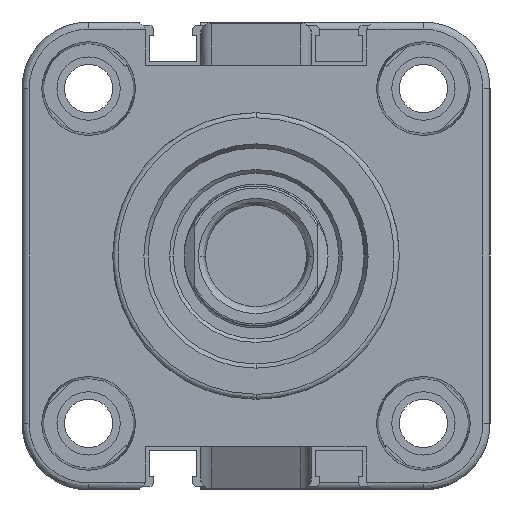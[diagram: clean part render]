
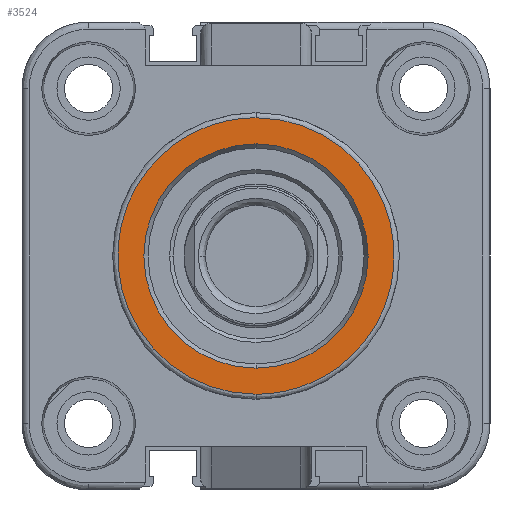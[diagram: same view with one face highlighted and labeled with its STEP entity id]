
A CAD part, front view. The second image highlights one B-rep face of the part: STEP entity #3524.
In plain terms, the highlighted face is planar.
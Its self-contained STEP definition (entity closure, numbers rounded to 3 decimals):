
#303 = PLANE ( 'NONE',  #9675 ) ;
#1463 = ORIENTED_EDGE ( 'NONE', *, *, #7380, .F. ) ;
#1672 = DIRECTION ( 'NONE',  ( 1., 0., 0. ) ) ;
#1682 = VERTEX_POINT ( 'NONE', #5674 ) ;
#1970 = CARTESIAN_POINT ( 'NONE',  ( 274.95, 214.438, 272.889 ) ) ;
#1996 = CARTESIAN_POINT ( 'NONE',  ( 274.95, 214.438, 304.043 ) ) ;
#2329 = CARTESIAN_POINT ( 'NONE',  ( 274.95, 252.838, 307.666 ) ) ;
#3292 = CIRCLE ( 'NONE', #6488, 15.577 ) ;
#3417 = ORIENTED_EDGE ( 'NONE', *, *, #7689, .F. ) ;
#3524 = ADVANCED_FACE ( 'NONE', ( #5249, #11599 ), #303, .F. ) ;
#3911 = EDGE_CURVE ( 'NONE', #7634, #1682, #6431, .T. ) ;
#4443 = DIRECTION ( 'NONE',  ( 1., 0., 0. ) ) ;
#4620 = CARTESIAN_POINT ( 'NONE',  ( 274.95, 234.338, 288.466 ) ) ;
#5249 = FACE_BOUND ( 'NONE', #8366, .T. ) ;
#5441 = ORIENTED_EDGE ( 'NONE', *, *, #6680, .F. ) ;
#5674 = CARTESIAN_POINT ( 'NONE',  ( 274.95, 214.438, 269.266 ) ) ;
#5731 = CARTESIAN_POINT ( 'NONE',  ( 274.95, 214.438, 269.266 ) ) ;
#6431 =( BOUNDED_CURVE ( )  B_SPLINE_CURVE ( 3, ( #7889, #2329, #12158, #5731 ),
 .UNSPECIFIED., .F., .F. ) 
 B_SPLINE_CURVE_WITH_KNOTS ( ( 4, 4 ),
 ( 0., 1. ),
 .UNSPECIFIED. ) 
 CURVE ( )  GEOMETRIC_REPRESENTATION_ITEM ( )  RATIONAL_B_SPLINE_CURVE ( ( 1., 0.333, 0.333, 1. ) ) 
 REPRESENTATION_ITEM ( '' )  );
#6465 = CARTESIAN_POINT ( 'NONE',  ( 274.95, 214.438, 269.266 ) ) ;
#6488 = AXIS2_PLACEMENT_3D ( 'NONE', #12088, #4443, #10975 ) ;
#6680 = EDGE_CURVE ( 'NONE', #1682, #7634, #8993, .T. ) ;
#7380 = EDGE_CURVE ( 'NONE', #13796, #9356, #3292, .T. ) ;
#7634 = VERTEX_POINT ( 'NONE', #8213 ) ;
#7689 = EDGE_CURVE ( 'NONE', #9356, #13796, #13363, .T. ) ;
#7889 = CARTESIAN_POINT ( 'NONE',  ( 274.95, 214.438, 307.666 ) ) ;
#8213 = CARTESIAN_POINT ( 'NONE',  ( 274.95, 214.438, 307.666 ) ) ;
#8264 = DIRECTION ( 'NONE',  ( 0., 0., -1. ) ) ;
#8296 = CARTESIAN_POINT ( 'NONE',  ( 274.95, 176.038, 307.666 ) ) ;
#8366 = EDGE_LOOP ( 'NONE', ( #1463, #3417 ) ) ;
#8824 = DIRECTION ( 'NONE',  ( -1., 0., 0. ) ) ;
#8993 =( BOUNDED_CURVE ( )  B_SPLINE_CURVE ( 3, ( #6465, #13781, #8296, #9401 ),
 .UNSPECIFIED., .F., .T. ) 
 B_SPLINE_CURVE_WITH_KNOTS ( ( 4, 4 ),
 ( 0., 1. ),
 .UNSPECIFIED. ) 
 CURVE ( )  GEOMETRIC_REPRESENTATION_ITEM ( )  RATIONAL_B_SPLINE_CURVE ( ( 1., 0.333, 0.333, 1. ) ) 
 REPRESENTATION_ITEM ( '' )  );
#9356 = VERTEX_POINT ( 'NONE', #1996 ) ;
#9401 = CARTESIAN_POINT ( 'NONE',  ( 274.95, 214.438, 307.666 ) ) ;
#9675 = AXIS2_PLACEMENT_3D ( 'NONE', #4620, #8824, #12270 ) ;
#10140 = AXIS2_PLACEMENT_3D ( 'NONE', #13704, #1672, #8264 ) ;
#10975 = DIRECTION ( 'NONE',  ( 0., 0., -1. ) ) ;
#11599 = FACE_OUTER_BOUND ( 'NONE', #14102, .T. ) ;
#12088 = CARTESIAN_POINT ( 'NONE',  ( 274.95, 214.438, 288.466 ) ) ;
#12158 = CARTESIAN_POINT ( 'NONE',  ( 274.95, 252.838, 269.266 ) ) ;
#12270 = DIRECTION ( 'NONE',  ( 0., 0., 1. ) ) ;
#12369 = ORIENTED_EDGE ( 'NONE', *, *, #3911, .F. ) ;
#13363 = CIRCLE ( 'NONE', #10140, 15.577 ) ;
#13704 = CARTESIAN_POINT ( 'NONE',  ( 274.95, 214.438, 288.466 ) ) ;
#13781 = CARTESIAN_POINT ( 'NONE',  ( 274.95, 176.038, 269.266 ) ) ;
#13796 = VERTEX_POINT ( 'NONE', #1970 ) ;
#14102 = EDGE_LOOP ( 'NONE', ( #12369, #5441 ) ) ;
